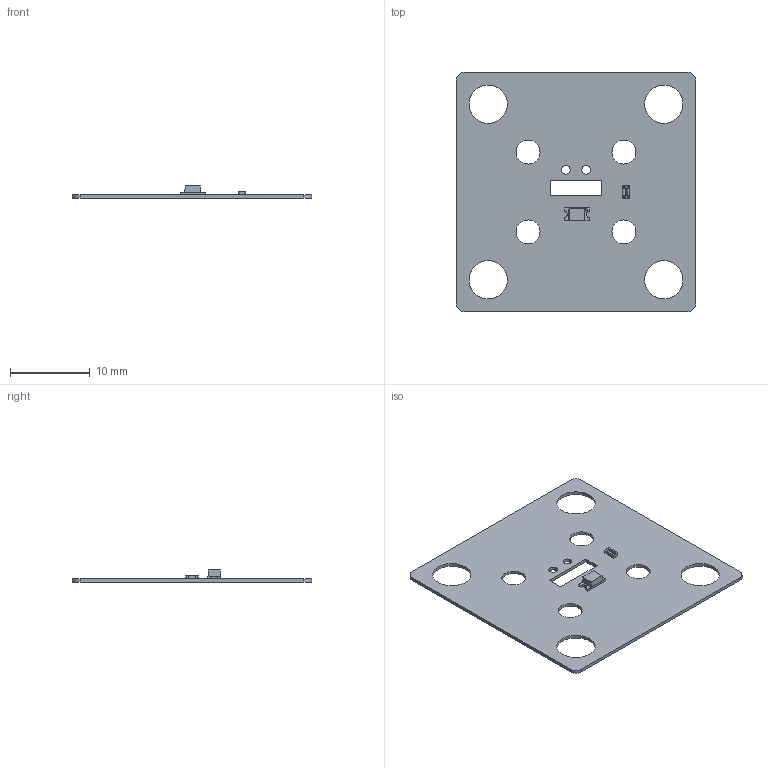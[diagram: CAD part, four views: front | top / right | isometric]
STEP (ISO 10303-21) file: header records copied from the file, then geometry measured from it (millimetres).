
FILE_DESCRIPTION(('Open CASCADE Model'),'2;1');
FILE_NAME('Open CASCADE Shape Model','2020-04-16T19:12:03',('Author'),( 'Open CASCADE'),'Open CASCADE STEP processor 6.8','Open CASCADE 6.8' ,'Unknown');
FILE_SCHEMA(('AUTOMOTIVE_DESIGN { 1 0 10303 214 1 1 1 1 }'));
Length unit declared in the file: millimetre
Products named in the file (6): PCB; Board; R?; chip_0603_r; VD?; User_Library-FYLS-1206
Assembly tree (5 placements, depth 3):
  PCB
    Board
    R?
      chip_0603_r
    VD?
      User_Library-FYLS-1206
Bounding box: 30 x 30 x 1.51 mm (x, y, z)
Volume: 326.8 mm3; surface area: 1699.1 mm2
Topology: 10 solids, 10 shells, 158 faces, 383 edges, 238 vertices
Faces by surface type: plane 65, bspline 49, cylinder 44
Full cylindrical faces by diameter (mm): 1.1 x2, 3 x4, 4.8 x4
Entity records: 8300 total; most frequent: CARTESIAN_POINT 3842, ORIENTED_EDGE 750, DIRECTION 555, EDGE_CURVE 375, VERTEX_POINT 238, LINE 213, VECTOR 213, FACE_BOUND 187
